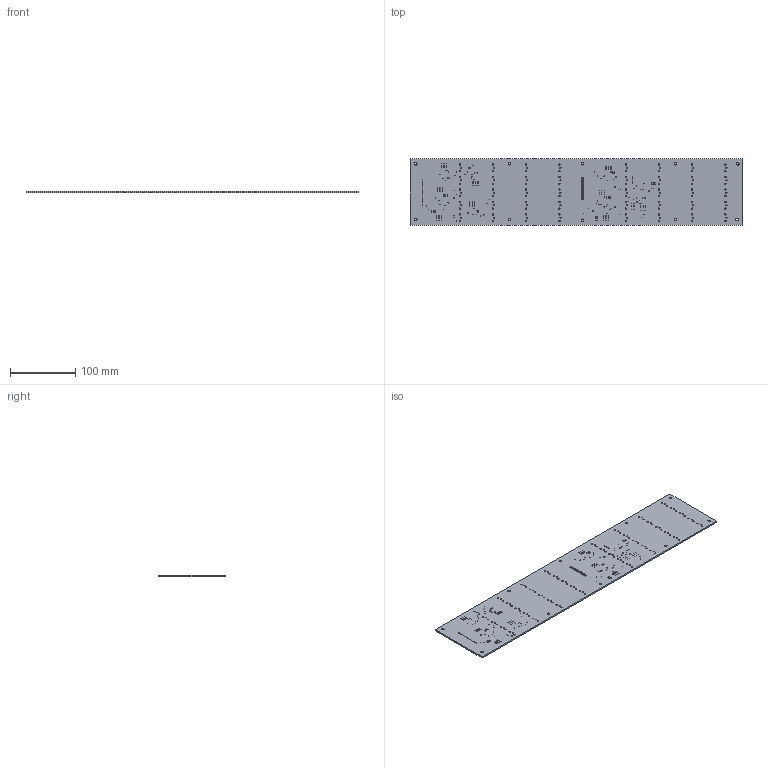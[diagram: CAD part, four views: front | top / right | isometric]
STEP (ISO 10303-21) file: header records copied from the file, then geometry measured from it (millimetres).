
FILE_DESCRIPTION (( 'STEP AP214' ), '1' );
FILE_NAME ('power_distro_pcb_RevB.STEP', '2018-04-20T00:19:09', ( '' ), ( '' ), 'SwSTEP 2.0', 'SolidWorks 2017', '' );
FILE_SCHEMA (( 'AUTOMOTIVE_DESIGN' ));
Length unit declared in the file: inch
Products named in the file (1): power_distro_pcb_RevB
Bounding box: 508 x 101.6 x 2.36 mm (x, y, z)
Volume: 120591.3 mm3; surface area: 108316.9 mm2
Topology: 1 solids, 1 shells, 788 faces, 2358 edges, 1572 vertices
Faces by surface type: cylinder 782, plane 6
Entity records: 29130 total; most frequent: DIRECTION 5500, CARTESIAN_POINT 4719, ORIENTED_EDGE 4716, EDGE_CURVE 2358, AXIS2_PLACEMENT_3D 2353, VERTEX_POINT 1572, EDGE_LOOP 1570, CIRCLE 1564
